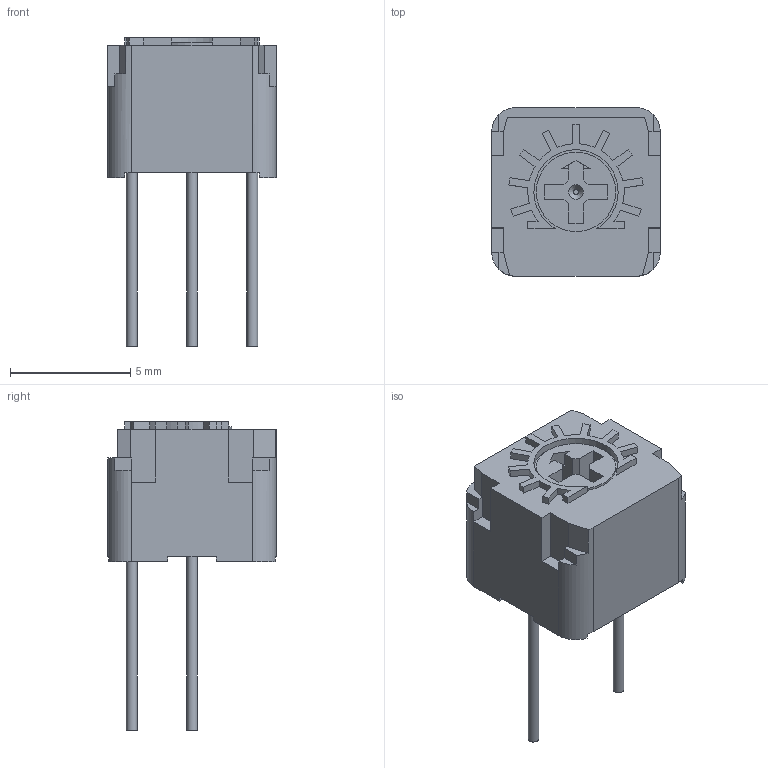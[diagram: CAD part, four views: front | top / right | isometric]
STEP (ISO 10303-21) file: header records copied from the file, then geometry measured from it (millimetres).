
FILE_DESCRIPTION(('FreeCAD Model'),'2;1');
FILE_NAME('_CT6EP103.step', '2018-01-04T13:58:40',('kicad StepUp'),('ksu MCAD'), 'Open CASCADE STEP processor 6.8','FreeCAD','Unknown');
FILE_SCHEMA(('AUTOMOTIVE_DESIGN_CC2 { 1 2 10303 214 -1 1 5 4 }'));
Length unit declared in the file: millimetre
Products named in the file (1): _CT6EP103
Bounding box: 7 x 7 x 12.8 mm (x, y, z)
Volume: 247.8 mm3; surface area: 302.3 mm2
Topology: 1 solids, 1 shells, 139 faces, 387 edges, 257 vertices
Faces by surface type: plane 106, cylinder 32, cone 1
Full cylindrical faces by diameter (mm): 0.45 x3, 3.3 x1
Entity records: 5417 total; most frequent: CARTESIAN_POINT 789, ORIENTED_EDGE 774, DIRECTION 739, EDGE_CURVE 387, LINE 305, VECTOR 305, VERTEX_POINT 257, AXIS2_PLACEMENT_3D 217
